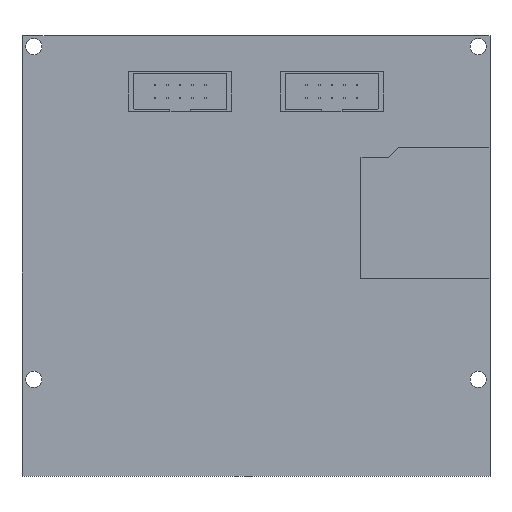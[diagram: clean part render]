
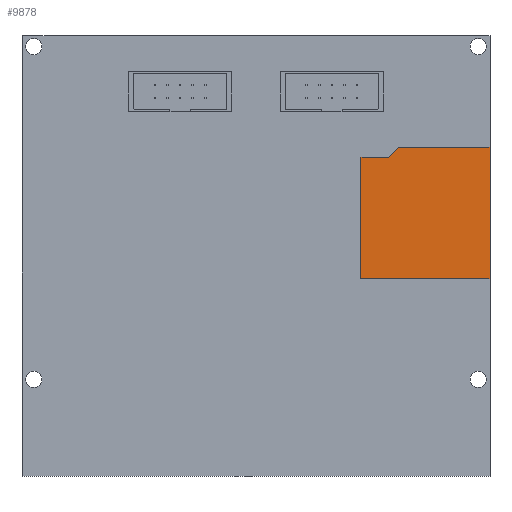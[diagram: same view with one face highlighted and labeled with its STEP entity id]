
A CAD part, top view. The second image highlights one B-rep face of the part: STEP entity #9878.
In plain terms, the highlighted planar face has unit normal (0, 0, 1).
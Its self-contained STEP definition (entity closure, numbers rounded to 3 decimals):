
#88 = DIRECTION ( 'NONE',  ( -1., 0., 0. ) ) ;
#159 = LINE ( 'NONE', #5163, #6433 ) ;
#1082 = ORIENTED_EDGE ( 'NONE', *, *, #8972, .T. ) ;
#1193 = DIRECTION ( 'NONE',  ( -1., 0., 0. ) ) ;
#1216 = EDGE_CURVE ( 'NONE', #8996, #3147, #14260, .T. ) ;
#1219 = CARTESIAN_POINT ( 'NONE',  ( 67., 39., 4.3 ) ) ;
#1411 = CARTESIAN_POINT ( 'NONE',  ( 92.5, 65., 4.3 ) ) ;
#2075 = EDGE_LOOP ( 'NONE', ( #8859, #15831, #14080, #1082, #13724, #11996 ) ) ;
#2871 = LINE ( 'NONE', #16209, #5029 ) ;
#3147 = VERTEX_POINT ( 'NONE', #9285 ) ;
#3287 = VECTOR ( 'NONE', #8665, 1000. ) ;
#3796 = CARTESIAN_POINT ( 'NONE',  ( 92.5, 39., 4.3 ) ) ;
#4260 = VECTOR ( 'NONE', #14286, 1000. ) ;
#4949 = PLANE ( 'NONE',  #14863 ) ;
#5029 = VECTOR ( 'NONE', #1193, 1000. ) ;
#5163 = CARTESIAN_POINT ( 'NONE',  ( 72.5, 63., 4.3 ) ) ;
#5168 = LINE ( 'NONE', #12774, #8508 ) ;
#6218 = CARTESIAN_POINT ( 'NONE',  ( 0., 0., 4.3 ) ) ;
#6433 = VECTOR ( 'NONE', #88, 1000. ) ;
#6643 = EDGE_CURVE ( 'NONE', #14861, #13186, #5168, .T. ) ;
#7464 = DIRECTION ( 'NONE',  ( 0., 0., 1. ) ) ;
#7732 = DIRECTION ( 'NONE',  ( 0., 1., 0. ) ) ;
#8181 = LINE ( 'NONE', #12788, #14424 ) ;
#8508 = VECTOR ( 'NONE', #7732, 1000. ) ;
#8665 = DIRECTION ( 'NONE',  ( 1., 0., 0. ) ) ;
#8859 = ORIENTED_EDGE ( 'NONE', *, *, #6643, .T. ) ;
#8901 = EDGE_CURVE ( 'NONE', #3147, #14861, #16235, .T. ) ;
#8946 = CARTESIAN_POINT ( 'NONE',  ( 67., 63., 4.3 ) ) ;
#8972 = EDGE_CURVE ( 'NONE', #11648, #8996, #159, .T. ) ;
#8996 = VERTEX_POINT ( 'NONE', #8946 ) ;
#9019 = EDGE_CURVE ( 'NONE', #10779, #11648, #8181, .T. ) ;
#9285 = CARTESIAN_POINT ( 'NONE',  ( 67., 39., 4.3 ) ) ;
#9878 = ADVANCED_FACE ( 'NONE', ( #14470 ), #4949, .T. ) ;
#10779 = VERTEX_POINT ( 'NONE', #15649 ) ;
#11648 = VERTEX_POINT ( 'NONE', #13085 ) ;
#11782 = CARTESIAN_POINT ( 'NONE',  ( 67., 63., 4.3 ) ) ;
#11996 = ORIENTED_EDGE ( 'NONE', *, *, #8901, .T. ) ;
#12774 = CARTESIAN_POINT ( 'NONE',  ( 92.5, 39., 4.3 ) ) ;
#12788 = CARTESIAN_POINT ( 'NONE',  ( 74.5, 65., 4.3 ) ) ;
#13085 = CARTESIAN_POINT ( 'NONE',  ( 72.5, 63., 4.3 ) ) ;
#13186 = VERTEX_POINT ( 'NONE', #1411 ) ;
#13724 = ORIENTED_EDGE ( 'NONE', *, *, #1216, .T. ) ;
#14080 = ORIENTED_EDGE ( 'NONE', *, *, #9019, .T. ) ;
#14228 = EDGE_CURVE ( 'NONE', #13186, #10779, #2871, .T. ) ;
#14260 = LINE ( 'NONE', #11782, #4260 ) ;
#14286 = DIRECTION ( 'NONE',  ( 0., -1., 0. ) ) ;
#14424 = VECTOR ( 'NONE', #15287, 1000. ) ;
#14470 = FACE_OUTER_BOUND ( 'NONE', #2075, .T. ) ;
#14861 = VERTEX_POINT ( 'NONE', #3796 ) ;
#14863 = AXIS2_PLACEMENT_3D ( 'NONE', #6218, #7464, #16240 ) ;
#15287 = DIRECTION ( 'NONE',  ( -0.707, -0.707, 0. ) ) ;
#15649 = CARTESIAN_POINT ( 'NONE',  ( 74.5, 65., 4.3 ) ) ;
#15831 = ORIENTED_EDGE ( 'NONE', *, *, #14228, .T. ) ;
#16209 = CARTESIAN_POINT ( 'NONE',  ( 92.5, 65., 4.3 ) ) ;
#16235 = LINE ( 'NONE', #1219, #3287 ) ;
#16240 = DIRECTION ( 'NONE',  ( 1., 0., 0. ) ) ;
